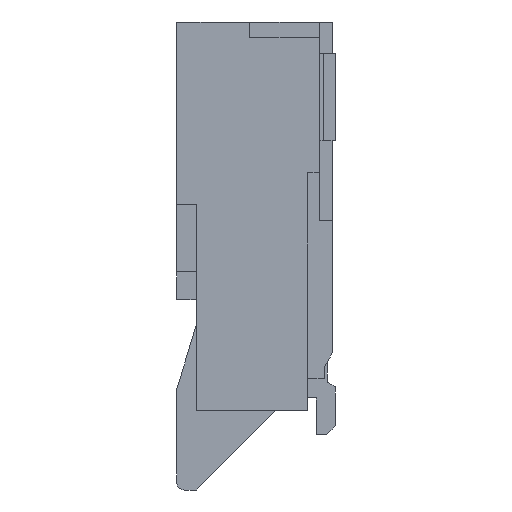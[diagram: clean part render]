
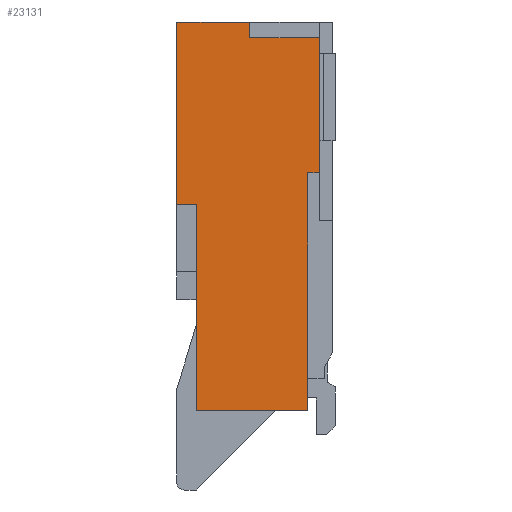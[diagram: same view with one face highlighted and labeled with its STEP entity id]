
A CAD part, left-side view. The second image highlights one B-rep face of the part: STEP entity #23131.
In plain terms, the highlighted planar face has unit normal (-1, 0, 0).
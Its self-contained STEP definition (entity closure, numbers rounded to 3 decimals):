
#434=FACE_OUTER_BOUND('',#1599,.T.);
#1599=EDGE_LOOP('',(#17229,#17230,#17231,#17232,#17233,#17234,#17235,#17236,
#17237,#17238));
#3403=LINE('',#32766,#6786);
#3490=LINE('',#32956,#6873);
#3492=LINE('',#32961,#6875);
#3497=LINE('',#32972,#6880);
#3506=LINE('',#32988,#6889);
#3655=LINE('',#33292,#7038);
#3704=LINE('',#33392,#7087);
#3705=LINE('',#33394,#7088);
#3706=LINE('',#33395,#7089);
#3707=LINE('',#33396,#7090);
#6786=VECTOR('',#26554,1000.);
#6873=VECTOR('',#26819,1000.);
#6875=VECTOR('',#26823,1000.);
#6880=VECTOR('',#26830,1000.);
#6889=VECTOR('',#26841,1000.);
#7038=VECTOR('',#27056,1000.);
#7087=VECTOR('',#27147,1000.);
#7088=VECTOR('',#27148,1000.);
#7089=VECTOR('',#27149,1000.);
#7090=VECTOR('',#27150,1000.);
#9911=VERTEX_POINT('',#32763);
#9912=VERTEX_POINT('',#32765);
#9926=VERTEX_POINT('',#32954);
#9927=VERTEX_POINT('',#32958);
#9928=VERTEX_POINT('',#32960);
#9932=VERTEX_POINT('',#32969);
#9933=VERTEX_POINT('',#32971);
#10061=VERTEX_POINT('',#33291);
#10091=VERTEX_POINT('',#33391);
#10092=VERTEX_POINT('',#33393);
#12425=EDGE_CURVE('',#9911,#9912,#3403,.T.);
#12512=EDGE_CURVE('',#9926,#9911,#3490,.T.);
#12514=EDGE_CURVE('',#9927,#9928,#3492,.T.);
#12519=EDGE_CURVE('',#9932,#9933,#3497,.T.);
#12528=EDGE_CURVE('',#9927,#9933,#3506,.T.);
#12677=EDGE_CURVE('',#9912,#10061,#3655,.T.);
#12728=EDGE_CURVE('',#10091,#10061,#3704,.T.);
#12729=EDGE_CURVE('',#9926,#10092,#3705,.T.);
#12730=EDGE_CURVE('',#10092,#9928,#3706,.T.);
#12731=EDGE_CURVE('',#10091,#9932,#3707,.T.);
#17229=ORIENTED_EDGE('',*,*,#12728,.T.);
#17230=ORIENTED_EDGE('',*,*,#12677,.F.);
#17231=ORIENTED_EDGE('',*,*,#12425,.F.);
#17232=ORIENTED_EDGE('',*,*,#12512,.F.);
#17233=ORIENTED_EDGE('',*,*,#12729,.T.);
#17234=ORIENTED_EDGE('',*,*,#12730,.T.);
#17235=ORIENTED_EDGE('',*,*,#12514,.F.);
#17236=ORIENTED_EDGE('',*,*,#12528,.T.);
#17237=ORIENTED_EDGE('',*,*,#12519,.F.);
#17238=ORIENTED_EDGE('',*,*,#12731,.F.);
#21969=PLANE('',#24310);
#23131=ADVANCED_FACE('',(#434),#21969,.T.);
#24310=AXIS2_PLACEMENT_3D('',#33390,#27145,#27146);
#26554=DIRECTION('',(0.,0.,1.));
#26819=DIRECTION('',(0.,1.,0.));
#26823=DIRECTION('',(0.,0.,-1.));
#26830=DIRECTION('',(0.,0.,-1.));
#26841=DIRECTION('',(0.,-1.,0.));
#27056=DIRECTION('',(0.,-1.,0.));
#27145=DIRECTION('center_axis',(-1.,0.,0.));
#27146=DIRECTION('ref_axis',(0.,0.,1.));
#27147=DIRECTION('',(0.,0.,1.));
#27148=DIRECTION('',(0.,0.,-1.));
#27149=DIRECTION('',(0.,-1.,0.));
#27150=DIRECTION('',(0.,-1.,0.));
#32763=CARTESIAN_POINT('',(-9.25,2.,-2.3));
#32765=CARTESIAN_POINT('',(-9.25,2.,0.));
#32766=CARTESIAN_POINT('',(-9.25,2.,-4.9));
#32954=CARTESIAN_POINT('',(-9.25,1.75,-2.3));
#32956=CARTESIAN_POINT('',(-9.25,1.75,-2.3));
#32958=CARTESIAN_POINT('',(-9.25,0.35,-1.9));
#32960=CARTESIAN_POINT('',(-9.25,0.35,-4.9));
#32961=CARTESIAN_POINT('',(-9.25,0.35,-4.9));
#32969=CARTESIAN_POINT('',(-9.25,0.2,-0.2));
#32971=CARTESIAN_POINT('',(-9.25,0.2,-1.9));
#32972=CARTESIAN_POINT('',(-9.25,0.2,0.));
#32988=CARTESIAN_POINT('',(-9.25,0.35,-1.9));
#33291=CARTESIAN_POINT('',(-9.25,1.08,0.));
#33292=CARTESIAN_POINT('',(-9.25,2.,0.));
#33390=CARTESIAN_POINT('Origin',(-9.25,2.,-4.9));
#33391=CARTESIAN_POINT('',(-9.25,1.08,-0.2));
#33392=CARTESIAN_POINT('',(-9.25,1.08,-0.2));
#33393=CARTESIAN_POINT('',(-9.25,1.75,-4.9));
#33394=CARTESIAN_POINT('',(-9.25,1.75,-4.9));
#33395=CARTESIAN_POINT('',(-9.25,2.,-4.9));
#33396=CARTESIAN_POINT('',(-9.25,0.2,-0.2));
